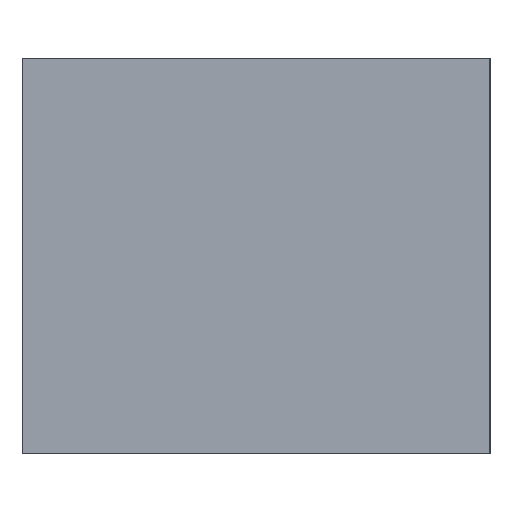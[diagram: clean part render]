
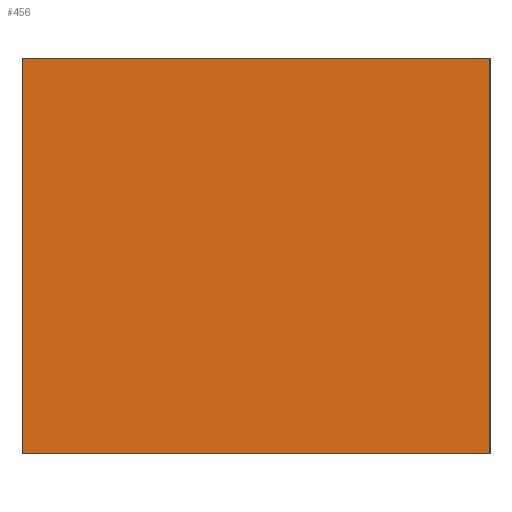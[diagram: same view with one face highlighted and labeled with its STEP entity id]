
A CAD part, left-side view. The second image highlights one B-rep face of the part: STEP entity #456.
In plain terms, the highlighted planar face has unit normal (-1, 0, 0).
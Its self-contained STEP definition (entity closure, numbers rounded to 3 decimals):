
#42=PLANE('',#507);
#63=FACE_OUTER_BOUND('',#97,.T.);
#97=EDGE_LOOP('',(#397,#398,#399,#400));
#137=LINE('',#727,#181);
#144=LINE('',#739,#188);
#145=LINE('',#741,#189);
#146=LINE('',#742,#190);
#181=VECTOR('',#605,10.);
#188=VECTOR('',#616,10.);
#189=VECTOR('',#617,10.);
#190=VECTOR('',#618,10.);
#244=VERTEX_POINT('',#725);
#245=VERTEX_POINT('',#726);
#248=VERTEX_POINT('',#738);
#249=VERTEX_POINT('',#740);
#297=EDGE_CURVE('',#244,#245,#137,.T.);
#304=EDGE_CURVE('',#248,#244,#144,.T.);
#305=EDGE_CURVE('',#249,#248,#145,.T.);
#306=EDGE_CURVE('',#245,#249,#146,.T.);
#397=ORIENTED_EDGE('',*,*,#304,.F.);
#398=ORIENTED_EDGE('',*,*,#305,.F.);
#399=ORIENTED_EDGE('',*,*,#306,.F.);
#400=ORIENTED_EDGE('',*,*,#297,.F.);
#456=ADVANCED_FACE('',(#63),#42,.T.);
#507=AXIS2_PLACEMENT_3D('',#737,#614,#615);
#605=DIRECTION('',(0.,0.,-1.));
#614=DIRECTION('center_axis',(-1.,0.,0.));
#615=DIRECTION('ref_axis',(0.,0.,1.));
#616=DIRECTION('',(0.,-1.,0.));
#617=DIRECTION('',(0.,0.,1.));
#618=DIRECTION('',(0.,1.,0.));
#725=CARTESIAN_POINT('',(0.,-68.,60.));
#726=CARTESIAN_POINT('',(0.,-68.,0.));
#727=CARTESIAN_POINT('',(0.,-68.,60.));
#737=CARTESIAN_POINT('Origin',(0.,0.,0.));
#738=CARTESIAN_POINT('',(0.,3.,60.));
#739=CARTESIAN_POINT('',(0.,0.,60.));
#740=CARTESIAN_POINT('',(0.,3.,0.));
#741=CARTESIAN_POINT('',(0.,3.,60.));
#742=CARTESIAN_POINT('',(0.,0.,0.));
